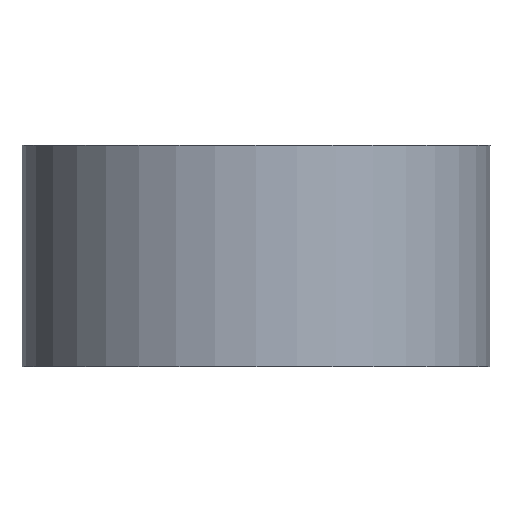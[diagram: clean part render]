
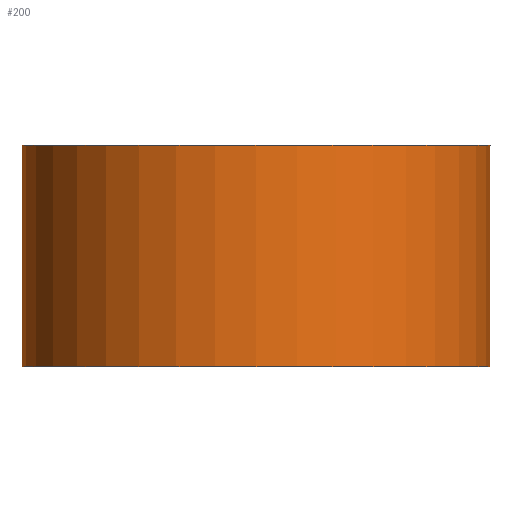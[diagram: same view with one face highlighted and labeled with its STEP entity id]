
A CAD part, front view. The second image highlights one B-rep face of the part: STEP entity #200.
In plain terms, the highlighted cylindrical face has radius 6.35 mm (diameter 12.7 mm), a partial arc.
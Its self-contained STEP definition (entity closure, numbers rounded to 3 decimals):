
#6 = DIRECTION ( 'NONE',  ( 0., 0., -1. ) ) ;
#9 = ORIENTED_EDGE ( 'NONE', *, *, #114, .T. ) ;
#14 = EDGE_CURVE ( 'NONE', #25, #118, #52, .T. ) ;
#15 = CARTESIAN_POINT ( 'NONE',  ( 0., 0., 0. ) ) ;
#25 = VERTEX_POINT ( 'NONE', #26 ) ;
#26 = CARTESIAN_POINT ( 'NONE',  ( -6.35, 0., 0. ) ) ;
#28 = ORIENTED_EDGE ( 'NONE', *, *, #71, .F. ) ;
#52 = CIRCLE ( 'NONE', #64, 6.35 ) ;
#53 = ORIENTED_EDGE ( 'NONE', *, *, #14, .T. ) ;
#56 = DIRECTION ( 'NONE',  ( 0., 0., -1. ) ) ;
#59 = CARTESIAN_POINT ( 'NONE',  ( 6.35, 0., 6. ) ) ;
#64 = AXIS2_PLACEMENT_3D ( 'NONE', #15, #76, #124 ) ;
#71 = EDGE_CURVE ( 'NONE', #137, #118, #185, .T. ) ;
#76 = DIRECTION ( 'NONE',  ( 0., 0., 1. ) ) ;
#77 = CARTESIAN_POINT ( 'NONE',  ( 6.35, 0., 0. ) ) ;
#79 = CARTESIAN_POINT ( 'NONE',  ( 6.35, 0., 6. ) ) ;
#84 = VERTEX_POINT ( 'NONE', #168 ) ;
#91 = CARTESIAN_POINT ( 'NONE',  ( 0., 0., 6. ) ) ;
#105 = EDGE_LOOP ( 'NONE', ( #28, #9, #136, #53 ) ) ;
#107 = AXIS2_PLACEMENT_3D ( 'NONE', #91, #153, #138 ) ;
#110 = CYLINDRICAL_SURFACE ( 'NONE', #192, 6.35 ) ;
#114 = EDGE_CURVE ( 'NONE', #137, #84, #177, .T. ) ;
#116 = VECTOR ( 'NONE', #56, 1000. ) ;
#118 = VERTEX_POINT ( 'NONE', #77 ) ;
#124 = DIRECTION ( 'NONE',  ( 1., 0., 0. ) ) ;
#126 = DIRECTION ( 'NONE',  ( -1., 0., 0. ) ) ;
#136 = ORIENTED_EDGE ( 'NONE', *, *, #195, .T. ) ;
#137 = VERTEX_POINT ( 'NONE', #79 ) ;
#138 = DIRECTION ( 'NONE',  ( 1., 0., 0. ) ) ;
#153 = DIRECTION ( 'NONE',  ( 0., 0., -1. ) ) ;
#156 = FACE_OUTER_BOUND ( 'NONE', #105, .T. ) ;
#159 = VECTOR ( 'NONE', #6, 1000. ) ;
#168 = CARTESIAN_POINT ( 'NONE',  ( -6.35, 0., 6. ) ) ;
#171 = LINE ( 'NONE', #172, #159 ) ;
#172 = CARTESIAN_POINT ( 'NONE',  ( -6.35, 0., 6. ) ) ;
#174 = DIRECTION ( 'NONE',  ( 0., 0., -1. ) ) ;
#176 = CARTESIAN_POINT ( 'NONE',  ( 0., 0., 6. ) ) ;
#177 = CIRCLE ( 'NONE', #107, 6.35 ) ;
#185 = LINE ( 'NONE', #59, #116 ) ;
#192 = AXIS2_PLACEMENT_3D ( 'NONE', #176, #174, #126 ) ;
#195 = EDGE_CURVE ( 'NONE', #84, #25, #171, .T. ) ;
#200 = ADVANCED_FACE ( 'NONE', ( #156 ), #110, .T. ) ;
